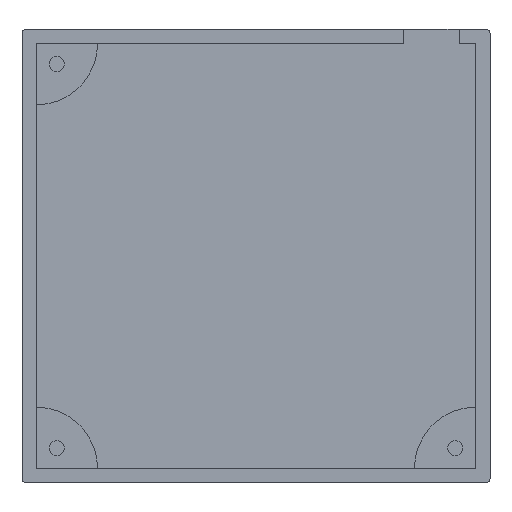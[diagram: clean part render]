
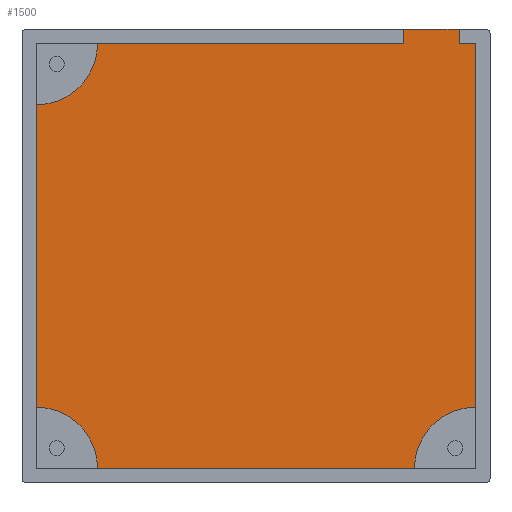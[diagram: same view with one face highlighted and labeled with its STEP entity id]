
A CAD part, top view. The second image highlights one B-rep face of the part: STEP entity #1500.
In plain terms, the highlighted planar face has unit normal (0, 0, 1).
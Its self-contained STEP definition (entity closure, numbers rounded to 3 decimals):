
#918 = VERTEX_POINT('',#919);
#919 = CARTESIAN_POINT('',(112.425,-14.5,-2.));
#925 = EDGE_CURVE('',#926,#918,#928,.T.);
#926 = VERTEX_POINT('',#927);
#927 = CARTESIAN_POINT('',(125.925,-14.5,-2.));
#928 = LINE('',#929,#930);
#929 = CARTESIAN_POINT('',(67.463,-14.5,-2.));
#930 = VECTOR('',#931,1.);
#931 = DIRECTION('',(-1.,0.,0.));
#1480 = EDGE_CURVE('',#918,#1481,#1483,.T.);
#1481 = VERTEX_POINT('',#1482);
#1482 = CARTESIAN_POINT('',(112.425,-18.,-2.));
#1483 = LINE('',#1484,#1485);
#1484 = CARTESIAN_POINT('',(112.425,-70.,-2.));
#1485 = VECTOR('',#1486,1.);
#1486 = DIRECTION('',(0.,-1.,0.));
#1500 = ADVANCED_FACE('',(#1501),#1578,.F.);
#1501 = FACE_BOUND('',#1502,.F.);
#1502 = EDGE_LOOP('',(#1503,#1513,#1522,#1530,#1539,#1545,#1546,#1547,
    #1555,#1563,#1571));
#1503 = ORIENTED_EDGE('',*,*,#1504,.F.);
#1504 = EDGE_CURVE('',#1505,#1507,#1509,.T.);
#1505 = VERTEX_POINT('',#1506);
#1506 = CARTESIAN_POINT('',(37.5,-122.,-2.));
#1507 = VERTEX_POINT('',#1508);
#1508 = CARTESIAN_POINT('',(115.,-122.,-2.));
#1509 = LINE('',#1510,#1511);
#1510 = CARTESIAN_POINT('',(22.5,-122.,-2.));
#1511 = VECTOR('',#1512,1.);
#1512 = DIRECTION('',(1.,0.,0.));
#1513 = ORIENTED_EDGE('',*,*,#1514,.T.);
#1514 = EDGE_CURVE('',#1505,#1515,#1517,.T.);
#1515 = VERTEX_POINT('',#1516);
#1516 = CARTESIAN_POINT('',(22.5,-107.,-2.));
#1517 = CIRCLE('',#1518,15.);
#1518 = AXIS2_PLACEMENT_3D('',#1519,#1520,#1521);
#1519 = CARTESIAN_POINT('',(22.5,-122.,-2.));
#1520 = DIRECTION('',(0.,0.,1.));
#1521 = DIRECTION('',(1.,0.,0.));
#1522 = ORIENTED_EDGE('',*,*,#1523,.T.);
#1523 = EDGE_CURVE('',#1515,#1524,#1526,.T.);
#1524 = VERTEX_POINT('',#1525);
#1525 = CARTESIAN_POINT('',(22.5,-33.,-2.));
#1526 = LINE('',#1527,#1528);
#1527 = CARTESIAN_POINT('',(22.5,-122.,-2.));
#1528 = VECTOR('',#1529,1.);
#1529 = DIRECTION('',(0.,1.,0.));
#1530 = ORIENTED_EDGE('',*,*,#1531,.T.);
#1531 = EDGE_CURVE('',#1524,#1532,#1534,.T.);
#1532 = VERTEX_POINT('',#1533);
#1533 = CARTESIAN_POINT('',(37.5,-18.,-2.));
#1534 = CIRCLE('',#1535,15.);
#1535 = AXIS2_PLACEMENT_3D('',#1536,#1537,#1538);
#1536 = CARTESIAN_POINT('',(22.5,-18.,-2.));
#1537 = DIRECTION('',(0.,0.,1.));
#1538 = DIRECTION('',(1.,0.,0.));
#1539 = ORIENTED_EDGE('',*,*,#1540,.T.);
#1540 = EDGE_CURVE('',#1532,#1481,#1541,.T.);
#1541 = LINE('',#1542,#1543);
#1542 = CARTESIAN_POINT('',(67.463,-18.,-2.));
#1543 = VECTOR('',#1544,1.);
#1544 = DIRECTION('',(1.,0.,0.));
#1545 = ORIENTED_EDGE('',*,*,#1480,.F.);
#1546 = ORIENTED_EDGE('',*,*,#925,.F.);
#1547 = ORIENTED_EDGE('',*,*,#1548,.T.);
#1548 = EDGE_CURVE('',#926,#1549,#1551,.T.);
#1549 = VERTEX_POINT('',#1550);
#1550 = CARTESIAN_POINT('',(125.925,-18.,-2.));
#1551 = LINE('',#1552,#1553);
#1552 = CARTESIAN_POINT('',(125.925,-70.,-2.));
#1553 = VECTOR('',#1554,1.);
#1554 = DIRECTION('',(0.,-1.,0.));
#1555 = ORIENTED_EDGE('',*,*,#1556,.T.);
#1556 = EDGE_CURVE('',#1549,#1557,#1559,.T.);
#1557 = VERTEX_POINT('',#1558);
#1558 = CARTESIAN_POINT('',(130.,-18.,-2.));
#1559 = LINE('',#1560,#1561);
#1560 = CARTESIAN_POINT('',(76.25,-18.,-2.));
#1561 = VECTOR('',#1562,1.);
#1562 = DIRECTION('',(1.,0.,0.));
#1563 = ORIENTED_EDGE('',*,*,#1564,.F.);
#1564 = EDGE_CURVE('',#1565,#1557,#1567,.T.);
#1565 = VERTEX_POINT('',#1566);
#1566 = CARTESIAN_POINT('',(130.,-107.,-2.));
#1567 = LINE('',#1568,#1569);
#1568 = CARTESIAN_POINT('',(130.,-122.,-2.));
#1569 = VECTOR('',#1570,1.);
#1570 = DIRECTION('',(0.,1.,0.));
#1571 = ORIENTED_EDGE('',*,*,#1572,.T.);
#1572 = EDGE_CURVE('',#1565,#1507,#1573,.T.);
#1573 = CIRCLE('',#1574,15.);
#1574 = AXIS2_PLACEMENT_3D('',#1575,#1576,#1577);
#1575 = CARTESIAN_POINT('',(130.,-122.,-2.));
#1576 = DIRECTION('',(0.,0.,1.));
#1577 = DIRECTION('',(1.,0.,0.));
#1578 = PLANE('',#1579);
#1579 = AXIS2_PLACEMENT_3D('',#1580,#1581,#1582);
#1580 = CARTESIAN_POINT('',(22.5,-122.,-2.));
#1581 = DIRECTION('',(0.,0.,-1.));
#1582 = DIRECTION('',(1.,0.,0.));
